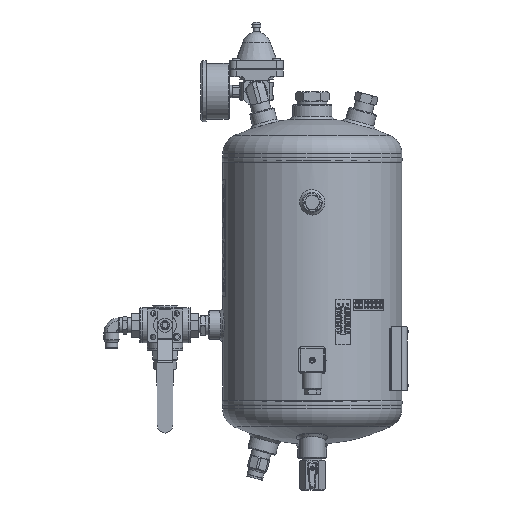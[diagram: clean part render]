
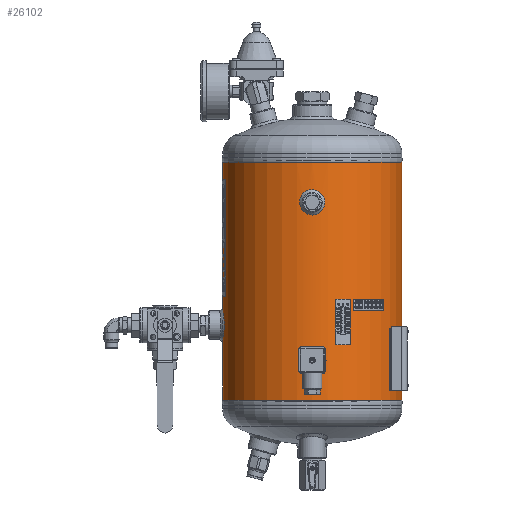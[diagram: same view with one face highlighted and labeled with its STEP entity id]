
A CAD part, front view. The second image highlights one B-rep face of the part: STEP entity #26102.
In plain terms, the highlighted cylindrical face has radius 100 mm (diameter 200 mm), a partial arc.
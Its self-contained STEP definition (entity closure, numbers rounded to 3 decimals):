
#1566=B_SPLINE_CURVE_WITH_KNOTS('',3,(#43748,#43749,#43750,#43751,#43752,
#43753,#43754,#43755,#43756,#43757,#43758,#43759,#43760,#43761,#43762,#43763,
#43764,#43765,#43766),.UNSPECIFIED.,.T.,.F.,(1,1,1,1,1,1,1,1,1,1,1,1,1,
1,1,1,1,1,1,1,1,1,1),(-0.012,-0.008,-0.004,
0.,0.004,0.008,0.012,0.016,
0.02,0.023,0.027,0.031,
0.035,0.039,0.043,0.047,
0.051,0.055,0.059,0.063,
0.066,0.07,0.074),.UNSPECIFIED.);
#1567=B_SPLINE_CURVE_WITH_KNOTS('',3,(#43768,#43769,#43770,#43771,#43772,
#43773,#43774,#43775,#43776,#43777,#43778,#43779,#43780,#43781,#43782,#43783,
#43784,#43785,#43786),.UNSPECIFIED.,.T.,.F.,(1,1,1,1,1,1,1,1,1,1,1,1,1,
1,1,1,1,1,1,1,1,1,1),(-0.012,-0.008,-0.004,
0.,0.004,0.008,0.012,
0.016,0.02,0.023,0.027,
0.031,0.035,0.039,0.043,
0.047,0.051,0.055,0.059,
0.063,0.066,0.07,0.074),
 .UNSPECIFIED.);
#1568=B_SPLINE_CURVE_WITH_KNOTS('',3,(#43788,#43789,#43790,#43791,#43792,
#43793,#43794,#43795,#43796,#43797,#43798,#43799,#43800,#43801,#43802,#43803,
#43804,#43805,#43806),.UNSPECIFIED.,.T.,.F.,(1,1,1,1,1,1,1,1,1,1,1,1,1,
1,1,1,1,1,1,1,1,1,1),(-0.018,-0.012,-0.006,
0.,0.006,0.012,0.018,0.023,
0.029,0.035,0.041,0.047,
0.053,0.059,0.065,0.07,
0.076,0.082,0.088,0.094,
0.1,0.106,0.112),.UNSPECIFIED.);
#3107=LINE('',#43808,#4304);
#3108=LINE('',#43813,#4305);
#4304=VECTOR('',#37164,1000.);
#4305=VECTOR('',#37167,1000.);
#5506=ORIENTED_EDGE('',*,*,#13016,.T.);
#5507=ORIENTED_EDGE('',*,*,#13017,.T.);
#5508=ORIENTED_EDGE('',*,*,#13018,.T.);
#5509=ORIENTED_EDGE('',*,*,#13019,.T.);
#5510=ORIENTED_EDGE('',*,*,#13020,.T.);
#5511=ORIENTED_EDGE('',*,*,#13021,.F.);
#5512=ORIENTED_EDGE('',*,*,#13022,.F.);
#13016=EDGE_CURVE('',#16771,#16771,#1566,.T.);
#13017=EDGE_CURVE('',#16772,#16772,#1567,.T.);
#13018=EDGE_CURVE('',#16773,#16773,#1568,.T.);
#13019=EDGE_CURVE('',#16774,#16775,#3107,.T.);
#13020=EDGE_CURVE('',#16775,#16776,#19564,.T.);
#13021=EDGE_CURVE('',#16777,#16776,#3108,.T.);
#13022=EDGE_CURVE('',#16774,#16777,#19565,.T.);
#16771=VERTEX_POINT('',#43767);
#16772=VERTEX_POINT('',#43787);
#16773=VERTEX_POINT('',#43807);
#16774=VERTEX_POINT('',#43809);
#16775=VERTEX_POINT('',#43810);
#16776=VERTEX_POINT('',#43812);
#16777=VERTEX_POINT('',#43814);
#19564=CIRCLE('',#34493,100.);
#19565=CIRCLE('',#34494,100.);
#20570=EDGE_LOOP('',(#5506));
#20571=EDGE_LOOP('',(#5507));
#20572=EDGE_LOOP('',(#5508));
#20573=EDGE_LOOP('',(#5509,#5510,#5511,#5512));
#23077=FACE_BOUND('',#20570,.T.);
#23078=FACE_BOUND('',#20571,.T.);
#23079=FACE_BOUND('',#20572,.T.);
#23080=FACE_BOUND('',#20573,.T.);
#25585=CYLINDRICAL_SURFACE('',#34492,100.);
#26102=ADVANCED_FACE('',(#23077,#23078,#23079,#23080),#25585,.T.);
#34492=AXIS2_PLACEMENT_3D('',#43747,#37162,#37163);
#34493=AXIS2_PLACEMENT_3D('',#43811,#37165,#37166);
#34494=AXIS2_PLACEMENT_3D('',#43815,#37168,#37169);
#37162=DIRECTION('',(0.,-1.,0.));
#37163=DIRECTION('',(0.,0.,-1.));
#37164=DIRECTION('',(0.,-1.,0.));
#37165=DIRECTION('',(0.,1.,0.));
#37166=DIRECTION('',(1.,0.,0.));
#37167=DIRECTION('',(0.,-1.,0.));
#37168=DIRECTION('',(0.,1.,0.));
#37169=DIRECTION('',(1.,0.,0.));
#43747=CARTESIAN_POINT('',(0.,265.,0.));
#43748=CARTESIAN_POINT('',(-9.473,48.444,-99.554));
#43749=CARTESIAN_POINT('',(-10.262,44.497,-99.471));
#43750=CARTESIAN_POINT('',(-9.477,40.569,-99.553));
#43751=CARTESIAN_POINT('',(-7.254,37.244,-99.75));
#43752=CARTESIAN_POINT('',(-3.93,35.023,-99.946));
#43753=CARTESIAN_POINT('',(-0.006,34.24,-100.027));
#43754=CARTESIAN_POINT('',(3.922,35.019,-99.946));
#43755=CARTESIAN_POINT('',(7.252,37.242,-99.75));
#43756=CARTESIAN_POINT('',(9.478,40.57,-99.553));
#43757=CARTESIAN_POINT('',(10.26,44.496,-99.472));
#43758=CARTESIAN_POINT('',(9.481,48.422,-99.553));
#43759=CARTESIAN_POINT('',(7.262,51.747,-99.749));
#43760=CARTESIAN_POINT('',(3.94,53.974,-99.945));
#43761=CARTESIAN_POINT('',(0.01,54.761,-100.027));
#43762=CARTESIAN_POINT('',(-3.923,53.981,-99.946));
#43763=CARTESIAN_POINT('',(-7.249,51.759,-99.75));
#43764=CARTESIAN_POINT('',(-9.473,48.444,-99.554));
#43765=CARTESIAN_POINT('',(-10.262,44.497,-99.471));
#43766=CARTESIAN_POINT('',(-9.477,40.569,-99.553));
#43767=CARTESIAN_POINT('',(-10.,44.5,-99.499));
#43768=CARTESIAN_POINT('',(3.944,229.973,-99.945));
#43769=CARTESIAN_POINT('',(-0.003,230.762,-100.027));
#43770=CARTESIAN_POINT('',(-3.931,229.977,-99.946));
#43771=CARTESIAN_POINT('',(-7.256,227.754,-99.75));
#43772=CARTESIAN_POINT('',(-9.477,224.43,-99.553));
#43773=CARTESIAN_POINT('',(-10.26,220.506,-99.472));
#43774=CARTESIAN_POINT('',(-9.481,216.578,-99.553));
#43775=CARTESIAN_POINT('',(-7.258,213.248,-99.75));
#43776=CARTESIAN_POINT('',(-3.93,211.022,-99.946));
#43777=CARTESIAN_POINT('',(-0.004,210.24,-100.027));
#43778=CARTESIAN_POINT('',(3.922,211.019,-99.946));
#43779=CARTESIAN_POINT('',(7.247,213.238,-99.75));
#43780=CARTESIAN_POINT('',(9.474,216.56,-99.554));
#43781=CARTESIAN_POINT('',(10.261,220.49,-99.471));
#43782=CARTESIAN_POINT('',(9.481,224.423,-99.553));
#43783=CARTESIAN_POINT('',(7.259,227.749,-99.749));
#43784=CARTESIAN_POINT('',(3.944,229.973,-99.945));
#43785=CARTESIAN_POINT('',(-0.003,230.762,-100.027));
#43786=CARTESIAN_POINT('',(-3.931,229.977,-99.946));
#43787=CARTESIAN_POINT('',(0.,230.5,-100.));
#43788=CARTESIAN_POINT('',(-98.994,187.429,14.208));
#43789=CARTESIAN_POINT('',(-98.806,181.503,15.395));
#43790=CARTESIAN_POINT('',(-98.993,175.608,14.214));
#43791=CARTESIAN_POINT('',(-99.436,170.625,10.88));
#43792=CARTESIAN_POINT('',(-99.878,167.295,5.9));
#43793=CARTESIAN_POINT('',(-100.061,166.117,0.009));
#43794=CARTESIAN_POINT('',(-99.879,167.288,-5.887));
#43795=CARTESIAN_POINT('',(-99.437,170.623,-10.879));
#43796=CARTESIAN_POINT('',(-98.992,175.61,-14.215));
#43797=CARTESIAN_POINT('',(-98.807,181.503,-15.391));
#43798=CARTESIAN_POINT('',(-98.992,187.396,-14.219));
#43799=CARTESIAN_POINT('',(-99.435,192.379,-10.892));
#43800=CARTESIAN_POINT('',(-99.877,195.718,-5.914));
#43801=CARTESIAN_POINT('',(-100.061,196.901,-0.013));
#43802=CARTESIAN_POINT('',(-99.878,195.728,5.889));
#43803=CARTESIAN_POINT('',(-99.437,192.395,10.874));
#43804=CARTESIAN_POINT('',(-98.994,187.429,14.208));
#43805=CARTESIAN_POINT('',(-98.806,181.503,15.395));
#43806=CARTESIAN_POINT('',(-98.993,175.608,14.214));
#43807=CARTESIAN_POINT('',(-98.869,181.508,15.));
#43808=CARTESIAN_POINT('',(0.254,265.,100.));
#43809=CARTESIAN_POINT('',(0.254,265.,100.));
#43810=CARTESIAN_POINT('',(0.254,0.,100.));
#43811=CARTESIAN_POINT('',(0.,0.,0.));
#43812=CARTESIAN_POINT('',(-0.254,0.,100.));
#43813=CARTESIAN_POINT('',(-0.254,265.,100.));
#43814=CARTESIAN_POINT('',(-0.254,265.,100.));
#43815=CARTESIAN_POINT('',(0.,265.,0.));
